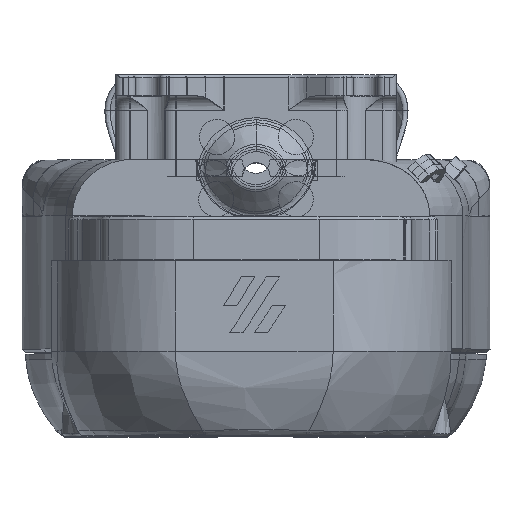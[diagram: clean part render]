
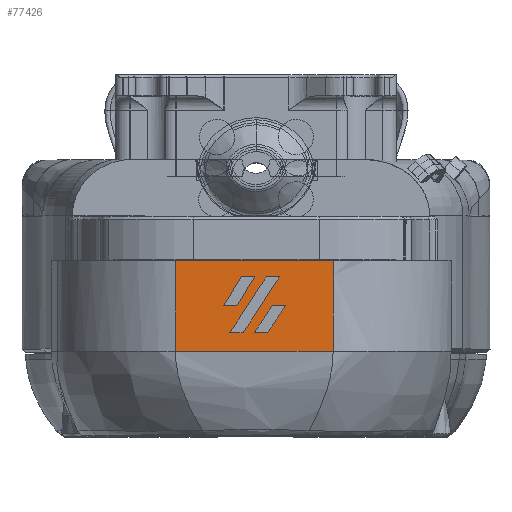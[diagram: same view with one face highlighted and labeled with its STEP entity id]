
A CAD part, top view. The second image highlights one B-rep face of the part: STEP entity #77426.
In plain terms, the highlighted planar face has unit normal (-0.002, 0, 1).
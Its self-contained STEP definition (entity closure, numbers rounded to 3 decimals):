
#36=ELLIPSE('',#82381,29.449,2.071);
#37=ELLIPSE('',#82382,29.448,2.071);
#38=ELLIPSE('',#82383,29.45,2.071);
#39=ELLIPSE('',#82384,29.449,2.071);
#40=ELLIPSE('',#82385,29.45,2.071);
#41=ELLIPSE('',#82386,29.45,2.071);
#244=(
BOUNDED_CURVE()
B_SPLINE_CURVE(5,(#102060,#102061,#102062,#102063,#102064,#102065),
 .UNSPECIFIED.,.F.,.F.)
B_SPLINE_CURVE_WITH_KNOTS((6,6),(-1.,-1.),.UNSPECIFIED.)
CURVE()
GEOMETRIC_REPRESENTATION_ITEM()
RATIONAL_B_SPLINE_CURVE((1.,1.,1.,1.,1.,1.))
REPRESENTATION_ITEM('')
);
#2696=FACE_BOUND('',#15960,.T.);
#2697=FACE_BOUND('',#15961,.T.);
#2698=FACE_BOUND('',#15962,.T.);
#3208=PLANE('',#82380);
#5217=B_SPLINE_CURVE_WITH_KNOTS('',3,(#120631,#120632,#120633,#120634),
 .UNSPECIFIED.,.F.,.F.,(4,4),(-0.24,-0.04),
 .UNSPECIFIED.);
#11481=FACE_OUTER_BOUND('',#15959,.T.);
#15959=EDGE_LOOP('',(#55940,#55941,#55942,#55943,#55944,#55945));
#15960=EDGE_LOOP('',(#55946,#55947,#55948,#55949));
#15961=EDGE_LOOP('',(#55950,#55951,#55952,#55953));
#15962=EDGE_LOOP('',(#55954,#55955,#55956,#55957));
#19867=LINE('',#102058,#23715);
#20657=LINE('',#120635,#24505);
#20658=LINE('',#120667,#24506);
#20686=LINE('',#122906,#24534);
#20687=LINE('',#122912,#24535);
#20688=LINE('',#122915,#24536);
#20689=LINE('',#122920,#24537);
#20690=LINE('',#122923,#24538);
#20691=LINE('',#122928,#24539);
#20692=LINE('',#122931,#24540);
#23715=VECTOR('',#87627,10.);
#24505=VECTOR('',#89637,10.);
#24506=VECTOR('',#89638,10.);
#24534=VECTOR('',#89740,10.);
#24535=VECTOR('',#89745,10.);
#24536=VECTOR('',#89748,10.);
#24537=VECTOR('',#89751,10.);
#24538=VECTOR('',#89754,10.);
#24539=VECTOR('',#89757,10.);
#24540=VECTOR('',#89760,10.);
#30035=VERTEX_POINT('',#102046);
#30036=VERTEX_POINT('',#102057);
#30037=VERTEX_POINT('',#102059);
#31291=VERTEX_POINT('',#119009);
#31378=VERTEX_POINT('',#120630);
#31379=VERTEX_POINT('',#120666);
#31456=VERTEX_POINT('',#122908);
#31457=VERTEX_POINT('',#122909);
#31458=VERTEX_POINT('',#122911);
#31459=VERTEX_POINT('',#122913);
#31460=VERTEX_POINT('',#122916);
#31461=VERTEX_POINT('',#122917);
#31462=VERTEX_POINT('',#122919);
#31463=VERTEX_POINT('',#122921);
#31464=VERTEX_POINT('',#122924);
#31465=VERTEX_POINT('',#122925);
#31466=VERTEX_POINT('',#122927);
#31467=VERTEX_POINT('',#122929);
#38571=EDGE_CURVE('',#30035,#30036,#19867,.T.);
#38572=EDGE_CURVE('',#30036,#30037,#244,.T.);
#40571=EDGE_CURVE('',#31378,#30037,#5217,.T.);
#40572=EDGE_CURVE('',#31291,#31378,#20657,.T.);
#40573=EDGE_CURVE('',#31291,#31379,#20658,.T.);
#40706=EDGE_CURVE('',#31379,#30035,#20686,.T.);
#40707=EDGE_CURVE('',#31456,#31457,#36,.T.);
#40708=EDGE_CURVE('',#31457,#31458,#20687,.T.);
#40709=EDGE_CURVE('',#31458,#31459,#37,.T.);
#40710=EDGE_CURVE('',#31459,#31456,#20688,.T.);
#40711=EDGE_CURVE('',#31460,#31461,#38,.T.);
#40712=EDGE_CURVE('',#31461,#31462,#20689,.T.);
#40713=EDGE_CURVE('',#31462,#31463,#39,.T.);
#40714=EDGE_CURVE('',#31463,#31460,#20690,.T.);
#40715=EDGE_CURVE('',#31464,#31465,#40,.T.);
#40716=EDGE_CURVE('',#31465,#31466,#20691,.T.);
#40717=EDGE_CURVE('',#31466,#31467,#41,.T.);
#40718=EDGE_CURVE('',#31467,#31464,#20692,.T.);
#55940=ORIENTED_EDGE('',*,*,#40572,.T.);
#55941=ORIENTED_EDGE('',*,*,#40571,.T.);
#55942=ORIENTED_EDGE('',*,*,#38572,.F.);
#55943=ORIENTED_EDGE('',*,*,#38571,.F.);
#55944=ORIENTED_EDGE('',*,*,#40706,.F.);
#55945=ORIENTED_EDGE('',*,*,#40573,.F.);
#55946=ORIENTED_EDGE('',*,*,#40707,.T.);
#55947=ORIENTED_EDGE('',*,*,#40708,.T.);
#55948=ORIENTED_EDGE('',*,*,#40709,.T.);
#55949=ORIENTED_EDGE('',*,*,#40710,.T.);
#55950=ORIENTED_EDGE('',*,*,#40711,.T.);
#55951=ORIENTED_EDGE('',*,*,#40712,.T.);
#55952=ORIENTED_EDGE('',*,*,#40713,.T.);
#55953=ORIENTED_EDGE('',*,*,#40714,.T.);
#55954=ORIENTED_EDGE('',*,*,#40715,.T.);
#55955=ORIENTED_EDGE('',*,*,#40716,.T.);
#55956=ORIENTED_EDGE('',*,*,#40717,.T.);
#55957=ORIENTED_EDGE('',*,*,#40718,.T.);
#77426=ADVANCED_FACE('',(#11481,#2696,#2697,#2698),#3208,.T.);
#82380=AXIS2_PLACEMENT_3D('',#122907,#89741,#89742);
#82381=AXIS2_PLACEMENT_3D('',#122910,#89743,#89744);
#82382=AXIS2_PLACEMENT_3D('',#122914,#89746,#89747);
#82383=AXIS2_PLACEMENT_3D('',#122918,#89749,#89750);
#82384=AXIS2_PLACEMENT_3D('',#122922,#89752,#89753);
#82385=AXIS2_PLACEMENT_3D('',#122926,#89755,#89756);
#82386=AXIS2_PLACEMENT_3D('',#122930,#89758,#89759);
#87627=DIRECTION('',(1.,0.,0.002));
#89637=DIRECTION('',(0.,1.,0.));
#89638=DIRECTION('',(-1.,0.,-0.002));
#89740=DIRECTION('',(0.,1.,0.));
#89741=DIRECTION('center_axis',(-0.002,0.,
1.));
#89742=DIRECTION('ref_axis',(1.,0.,0.002));
#89743=DIRECTION('center_axis',(0.002,0.,
-1.));
#89744=DIRECTION('ref_axis',(-0.548,-0.837,-0.001));
#89745=DIRECTION('',(-1.,0.,-0.002));
#89746=DIRECTION('center_axis',(-0.002,0.,
1.));
#89747=DIRECTION('ref_axis',(-0.547,-0.837,-0.001));
#89748=DIRECTION('',(1.,0.,0.002));
#89749=DIRECTION('center_axis',(0.002,0.,
-1.));
#89750=DIRECTION('ref_axis',(-0.548,-0.837,-0.001));
#89751=DIRECTION('',(-1.,0.,-0.002));
#89752=DIRECTION('center_axis',(-0.002,0.,
1.));
#89753=DIRECTION('ref_axis',(-0.547,-0.837,-0.001));
#89754=DIRECTION('',(1.,0.,0.002));
#89755=DIRECTION('center_axis',(0.002,0.,
-1.));
#89756=DIRECTION('ref_axis',(-0.548,-0.837,-0.001));
#89757=DIRECTION('',(-1.,0.,-0.002));
#89758=DIRECTION('center_axis',(-0.002,0.,
1.));
#89759=DIRECTION('ref_axis',(-0.548,-0.837,-0.001));
#89760=DIRECTION('',(1.,0.,0.002));
#102046=CARTESIAN_POINT('',(-11.46,-14.5,108.291));
#102057=CARTESIAN_POINT('',(10.975,-14.5,108.332));
#102058=CARTESIAN_POINT('',(-11.46,-14.5,108.291));
#102059=CARTESIAN_POINT('',(10.975,-14.5,108.332));
#102060=CARTESIAN_POINT('Ctrl Pts',(10.975,-14.5,
108.332));
#102061=CARTESIAN_POINT('Ctrl Pts',(10.975,-14.5,
108.332));
#102062=CARTESIAN_POINT('Ctrl Pts',(10.975,-14.5,
108.332));
#102063=CARTESIAN_POINT('Ctrl Pts',(10.975,-14.5,
108.332));
#102064=CARTESIAN_POINT('Ctrl Pts',(10.975,-14.5,
108.332));
#102065=CARTESIAN_POINT('Ctrl Pts',(10.975,-14.5,
108.332));
#119009=CARTESIAN_POINT('',(10.975,-27.4,108.332));
#120630=CARTESIAN_POINT('',(10.975,-16.5,108.332));
#120631=CARTESIAN_POINT('Ctrl Pts',(10.975,-16.5,
108.332));
#120632=CARTESIAN_POINT('Ctrl Pts',(10.975,-15.833,
108.332));
#120633=CARTESIAN_POINT('Ctrl Pts',(10.975,-15.167,
108.332));
#120634=CARTESIAN_POINT('Ctrl Pts',(10.975,-14.5,
108.332));
#120635=CARTESIAN_POINT('',(10.975,-27.4,108.332));
#120666=CARTESIAN_POINT('',(-11.46,-27.4,108.291));
#120667=CARTESIAN_POINT('',(-11.46,-27.4,108.291));
#122906=CARTESIAN_POINT('',(-11.46,-27.4,108.291));
#122907=CARTESIAN_POINT('Origin',(-11.46,-27.4,108.291));
#122908=CARTESIAN_POINT('',(4.222,-20.847,108.32));
#122909=CARTESIAN_POINT('',(1.639,-24.778,108.315));
#122910=CARTESIAN_POINT('Origin',(1.681,-20.954,108.315));
#122911=CARTESIAN_POINT('',(-0.249,-24.778,108.312));
#122912=CARTESIAN_POINT('',(-5.855,-24.778,108.301));
#122913=CARTESIAN_POINT('',(2.334,-20.847,108.316));
#122914=CARTESIAN_POINT('Origin',(-0.208,-20.954,
108.312));
#122915=CARTESIAN_POINT('',(-3.619,-20.847,108.306));
#122916=CARTESIAN_POINT('',(-0.154,-16.817,108.312));
#122917=CARTESIAN_POINT('',(-2.737,-20.847,108.307));
#122918=CARTESIAN_POINT('Origin',(-5.279,-20.954,108.303));
#122919=CARTESIAN_POINT('',(-4.626,-20.847,108.304));
#122920=CARTESIAN_POINT('',(-8.043,-20.847,108.297));
#122921=CARTESIAN_POINT('',(-2.043,-16.817,108.308));
#122922=CARTESIAN_POINT('Origin',(-7.168,-20.954,108.299));
#122923=CARTESIAN_POINT('',(-5.807,-16.817,108.302));
#122924=CARTESIAN_POINT('',(3.326,-16.817,108.318));
#122925=CARTESIAN_POINT('',(-1.841,-24.778,108.309));
#122926=CARTESIAN_POINT('Origin',(-1.799,-20.954,108.309));
#122927=CARTESIAN_POINT('',(-3.729,-24.778,108.305));
#122928=CARTESIAN_POINT('',(-7.595,-24.778,108.298));
#122929=CARTESIAN_POINT('',(1.438,-16.817,108.315));
#122930=CARTESIAN_POINT('Origin',(-3.688,-20.954,108.305));
#122931=CARTESIAN_POINT('',(-4.067,-16.817,108.305));
